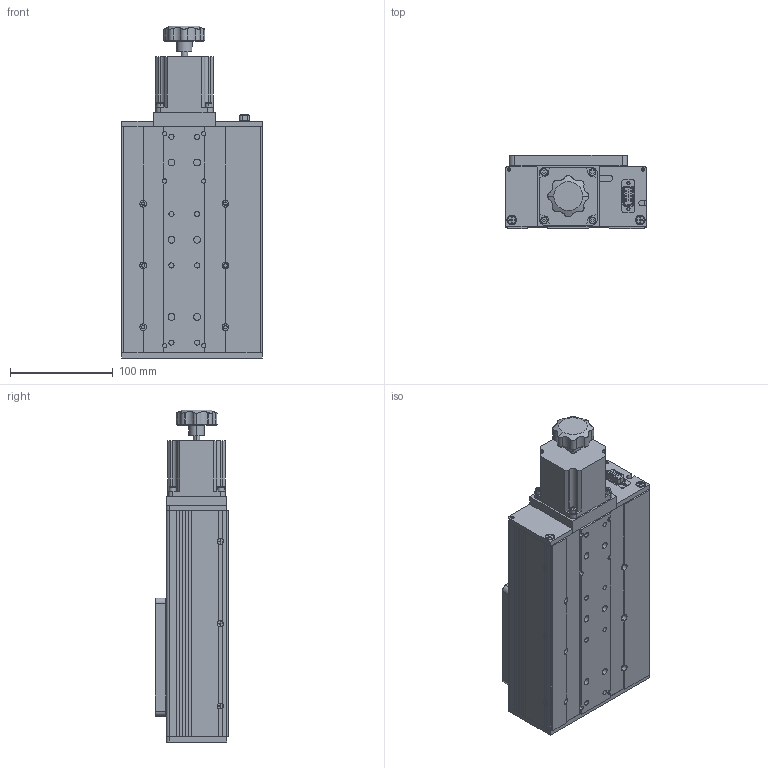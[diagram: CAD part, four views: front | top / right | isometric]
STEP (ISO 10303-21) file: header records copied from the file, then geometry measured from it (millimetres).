
FILE_DESCRIPTION (( 'STEP AP214' ), '1' );
FILE_NAME ('08HMT-50M.STEP', '2018-09-26T08:50:00', ( '' ), ( '' ), 'SwSTEP 2.0', 'SolidWorks 2016', '' );
FILE_SCHEMA (( 'AUTOMOTIVE_DESIGN' ));
Length unit declared in the file: millimetre
Products named in the file (1): 08HMT-50M
Bounding box: 137 x 71 x 322.8 mm (x, y, z)
Surface area: 226534.1 mm2 (no closed solid volume)
Topology: 0 solids, 41 shells, 729 faces, 2482 edges, 1769 vertices
Faces by surface type: plane 348, cylinder 270, cone 81, torus 22, sphere 8
Entity records: 35481 total; most frequent: CARTESIAN_POINT 5419, DIRECTION 4809, ORIENTED_EDGE 4084, EDGE_CURVE 2482, VERTEX_POINT 1769, AXIS2_PLACEMENT_3D 1663, LINE 1483, VECTOR 1483
